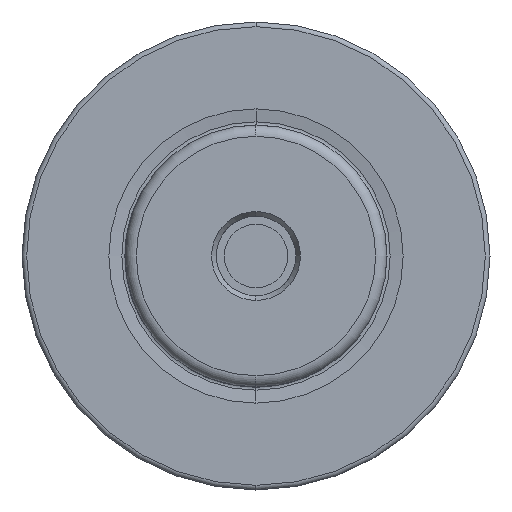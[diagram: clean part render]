
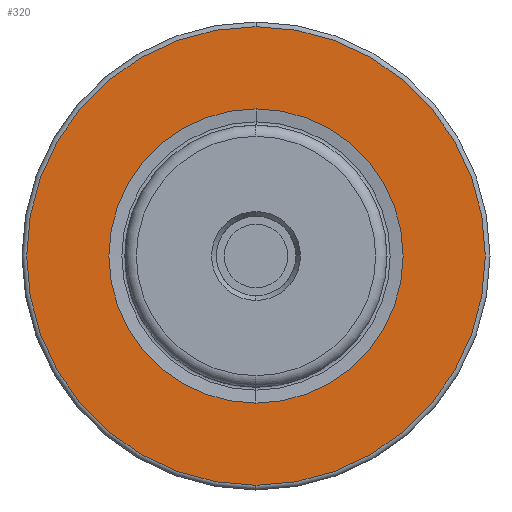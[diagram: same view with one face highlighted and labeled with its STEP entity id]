
A CAD part, left-side view. The second image highlights one B-rep face of the part: STEP entity #320.
In plain terms, the highlighted planar face has unit normal (-1, 0, 0).
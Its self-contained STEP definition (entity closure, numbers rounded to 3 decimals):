
#194 = CARTESIAN_POINT ( 'NONE',  ( 0., 0., 15.715 ) ) ;
#224 = CARTESIAN_POINT ( 'NONE',  ( 0., 0., -15.715 ) ) ;
#285 = DIRECTION ( 'NONE',  ( -1., 0., 0. ) ) ;
#320 = ADVANCED_FACE ( 'NONE', ( #4149, #1433 ), #5108, .F. ) ;
#335 = DIRECTION ( 'NONE',  ( 0., 0., 1. ) ) ;
#387 = VERTEX_POINT ( 'NONE', #224 ) ;
#430 = DIRECTION ( 'NONE',  ( 0., 0., 1. ) ) ;
#575 = EDGE_LOOP ( 'NONE', ( #1957, #2913 ) ) ;
#671 = CARTESIAN_POINT ( 'NONE',  ( 0., 0., 0. ) ) ;
#685 = AXIS2_PLACEMENT_3D ( 'NONE', #720, #4277, #1142 ) ;
#720 = CARTESIAN_POINT ( 'NONE',  ( 0., 0., 0. ) ) ;
#764 = CARTESIAN_POINT ( 'NONE',  ( 0., 0., 0. ) ) ;
#1008 = DIRECTION ( 'NONE',  ( 1., 0., 0. ) ) ;
#1139 = AXIS2_PLACEMENT_3D ( 'NONE', #764, #285, #5251 ) ;
#1142 = DIRECTION ( 'NONE',  ( 0., 0., 1. ) ) ;
#1433 = FACE_OUTER_BOUND ( 'NONE', #1864, .T. ) ;
#1508 = CIRCLE ( 'NONE', #4829, 15.715 ) ;
#1601 = DIRECTION ( 'NONE',  ( -1., 0., 0. ) ) ;
#1864 = EDGE_LOOP ( 'NONE', ( #3472, #3334 ) ) ;
#1957 = ORIENTED_EDGE ( 'NONE', *, *, #4562, .F. ) ;
#2497 = VERTEX_POINT ( 'NONE', #194 ) ;
#2913 = ORIENTED_EDGE ( 'NONE', *, *, #3110, .F. ) ;
#3061 = CARTESIAN_POINT ( 'NONE',  ( 0., 0., 24.5 ) ) ;
#3110 = EDGE_CURVE ( 'NONE', #387, #2497, #5606, .T. ) ;
#3276 = CIRCLE ( 'NONE', #685, 24.5 ) ;
#3334 = ORIENTED_EDGE ( 'NONE', *, *, #5783, .T. ) ;
#3471 = EDGE_CURVE ( 'NONE', #3578, #3540, #3276, .T. ) ;
#3472 = ORIENTED_EDGE ( 'NONE', *, *, #3471, .T. ) ;
#3540 = VERTEX_POINT ( 'NONE', #3954 ) ;
#3578 = VERTEX_POINT ( 'NONE', #3061 ) ;
#3651 = CARTESIAN_POINT ( 'NONE',  ( 0., 15.715, 0. ) ) ;
#3954 = CARTESIAN_POINT ( 'NONE',  ( 0., 0., -24.5 ) ) ;
#4086 = DIRECTION ( 'NONE',  ( 0., 0., -1. ) ) ;
#4101 = CIRCLE ( 'NONE', #1139, 24.5 ) ;
#4149 = FACE_BOUND ( 'NONE', #575, .T. ) ;
#4277 = DIRECTION ( 'NONE',  ( -1., 0., 0. ) ) ;
#4402 = CARTESIAN_POINT ( 'NONE',  ( 0., 0., 0. ) ) ;
#4562 = EDGE_CURVE ( 'NONE', #2497, #387, #1508, .T. ) ;
#4778 = DIRECTION ( 'NONE',  ( -1., 0., 0. ) ) ;
#4829 = AXIS2_PLACEMENT_3D ( 'NONE', #4402, #4778, #335 ) ;
#4906 = AXIS2_PLACEMENT_3D ( 'NONE', #3651, #1008, #4086 ) ;
#5055 = AXIS2_PLACEMENT_3D ( 'NONE', #671, #1601, #430 ) ;
#5108 = PLANE ( 'NONE',  #4906 ) ;
#5251 = DIRECTION ( 'NONE',  ( 0., 0., 1. ) ) ;
#5606 = CIRCLE ( 'NONE', #5055, 15.715 ) ;
#5783 = EDGE_CURVE ( 'NONE', #3540, #3578, #4101, .T. ) ;
